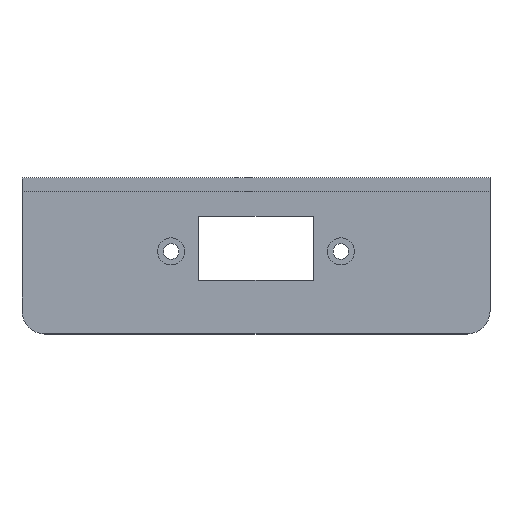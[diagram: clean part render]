
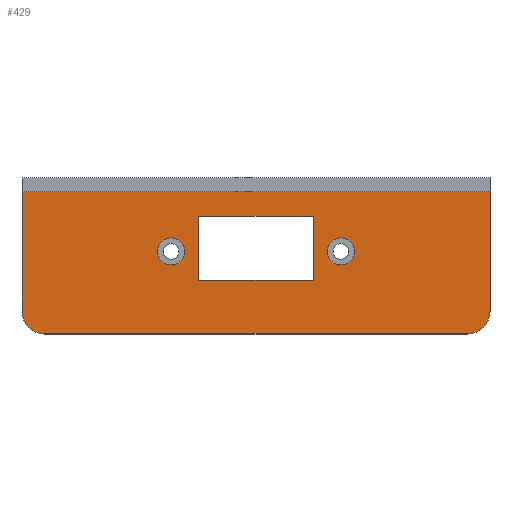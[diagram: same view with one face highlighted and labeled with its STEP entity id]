
A CAD part, top view. The second image highlights one B-rep face of the part: STEP entity #429.
In plain terms, the highlighted planar face has unit normal (0, 0, 1).
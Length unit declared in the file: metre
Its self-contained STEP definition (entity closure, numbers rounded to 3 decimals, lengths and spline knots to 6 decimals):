
#18=CIRCLE('',#468,0.00295);
#19=CIRCLE('',#469,0.00295);
#20=CIRCLE('',#470,0.005);
#21=CIRCLE('',#471,0.005);
#66=ORIENTED_EDGE('',*,*,#172,.T.);
#67=ORIENTED_EDGE('',*,*,#173,.T.);
#68=ORIENTED_EDGE('',*,*,#154,.F.);
#69=ORIENTED_EDGE('',*,*,#174,.T.);
#70=ORIENTED_EDGE('',*,*,#156,.T.);
#71=ORIENTED_EDGE('',*,*,#164,.T.);
#72=ORIENTED_EDGE('',*,*,#167,.F.);
#73=ORIENTED_EDGE('',*,*,#175,.T.);
#74=ORIENTED_EDGE('',*,*,#144,.F.);
#75=ORIENTED_EDGE('',*,*,#148,.T.);
#76=ORIENTED_EDGE('',*,*,#151,.T.);
#77=ORIENTED_EDGE('',*,*,#171,.F.);
#144=EDGE_CURVE('',#200,#201,#240,.T.);
#148=EDGE_CURVE('',#200,#203,#244,.T.);
#151=EDGE_CURVE('',#203,#205,#247,.T.);
#154=EDGE_CURVE('',#208,#209,#250,.T.);
#156=EDGE_CURVE('',#210,#211,#252,.T.);
#164=EDGE_CURVE('',#211,#217,#260,.T.);
#167=EDGE_CURVE('',#220,#217,#263,.T.);
#171=EDGE_CURVE('',#201,#205,#267,.T.);
#172=EDGE_CURVE('',#222,#222,#18,.T.);
#173=EDGE_CURVE('',#223,#223,#19,.T.);
#174=EDGE_CURVE('',#208,#210,#20,.T.);
#175=EDGE_CURVE('',#220,#209,#21,.T.);
#200=VERTEX_POINT('',#622);
#201=VERTEX_POINT('',#624);
#203=VERTEX_POINT('',#630);
#205=VERTEX_POINT('',#636);
#208=VERTEX_POINT('',#643);
#209=VERTEX_POINT('',#645);
#210=VERTEX_POINT('',#649);
#211=VERTEX_POINT('',#650);
#217=VERTEX_POINT('',#664);
#220=VERTEX_POINT('',#671);
#222=VERTEX_POINT('',#681);
#223=VERTEX_POINT('',#683);
#240=LINE('',#623,#284);
#244=LINE('',#631,#288);
#247=LINE('',#637,#291);
#250=LINE('',#644,#294);
#252=LINE('',#648,#296);
#260=LINE('',#665,#304);
#263=LINE('',#672,#307);
#267=LINE('',#678,#311);
#284=VECTOR('',#502,1.);
#288=VECTOR('',#508,1.);
#291=VECTOR('',#513,1.);
#294=VECTOR('',#518,1.);
#296=VECTOR('',#522,1.);
#304=VECTOR('',#532,1.);
#307=VECTOR('',#537,1.);
#311=VECTOR('',#543,1.);
#334=EDGE_LOOP('',(#66));
#335=EDGE_LOOP('',(#67));
#336=EDGE_LOOP('',(#68,#69,#70,#71,#72,#73));
#337=EDGE_LOOP('',(#74,#75,#76,#77));
#372=FACE_BOUND('',#334,.T.);
#373=FACE_BOUND('',#335,.T.);
#374=FACE_BOUND('',#336,.T.);
#375=FACE_BOUND('',#337,.T.);
#410=PLANE('',#467);
#429=ADVANCED_FACE('',(#372,#373,#374,#375),#410,.T.);
#467=AXIS2_PLACEMENT_3D('',#679,#544,#545);
#468=AXIS2_PLACEMENT_3D('',#680,#546,#547);
#469=AXIS2_PLACEMENT_3D('',#682,#548,#549);
#470=AXIS2_PLACEMENT_3D('',#684,#550,#551);
#471=AXIS2_PLACEMENT_3D('',#685,#552,#553);
#502=DIRECTION('',(0.,1.,0.));
#508=DIRECTION('',(-1.,0.,0.));
#513=DIRECTION('',(0.,1.,0.));
#518=DIRECTION('',(-1.,0.,0.));
#522=DIRECTION('',(0.,1.,0.));
#532=DIRECTION('',(-1.,0.,0.));
#537=DIRECTION('',(0.,1.,0.));
#543=DIRECTION('',(-1.,0.,0.));
#544=DIRECTION('',(0.,0.,1.));
#545=DIRECTION('',(1.,0.,0.));
#546=DIRECTION('',(0.,0.,-1.));
#547=DIRECTION('',(-1.,0.,0.));
#548=DIRECTION('',(0.,0.,-1.));
#549=DIRECTION('',(-1.,0.,0.));
#550=DIRECTION('',(0.,0.,1.));
#551=DIRECTION('',(1.,0.,0.));
#552=DIRECTION('',(0.,0.,1.));
#553=DIRECTION('',(1.,0.,0.));
#622=CARTESIAN_POINT('',(0.0125,-0.00384,0.004));
#623=CARTESIAN_POINT('',(0.0125,0.00316,0.004));
#624=CARTESIAN_POINT('',(0.0125,0.01016,0.004));
#630=CARTESIAN_POINT('',(-0.0125,-0.00384,0.004));
#631=CARTESIAN_POINT('',(0.,-0.00384,0.004));
#636=CARTESIAN_POINT('',(-0.0125,0.01016,0.004));
#637=CARTESIAN_POINT('',(-0.0125,0.00316,0.004));
#643=CARTESIAN_POINT('',(0.046,-0.0155,0.004));
#644=CARTESIAN_POINT('',(0.,-0.0155,0.004));
#645=CARTESIAN_POINT('',(-0.046,-0.0155,0.004));
#648=CARTESIAN_POINT('',(0.051,0.,0.004));
#649=CARTESIAN_POINT('',(0.051,-0.0105,0.004));
#650=CARTESIAN_POINT('',(0.051,0.0155,0.004));
#664=CARTESIAN_POINT('',(-0.051,0.0155,0.004));
#665=CARTESIAN_POINT('',(0.,0.0155,0.004));
#671=CARTESIAN_POINT('',(-0.051,-0.0105,0.004));
#672=CARTESIAN_POINT('',(-0.051,0.,0.004));
#678=CARTESIAN_POINT('',(0.,0.01016,0.004));
#679=CARTESIAN_POINT('',(0.,0.,0.004));
#680=CARTESIAN_POINT('',(-0.0185,0.0025,0.004));
#681=CARTESIAN_POINT('',(-0.02145,0.0025,0.004));
#682=CARTESIAN_POINT('',(0.0185,0.0025,0.004));
#683=CARTESIAN_POINT('',(0.01555,0.0025,0.004));
#684=CARTESIAN_POINT('',(0.046,-0.0105,0.004));
#685=CARTESIAN_POINT('',(-0.046,-0.0105,0.004));
